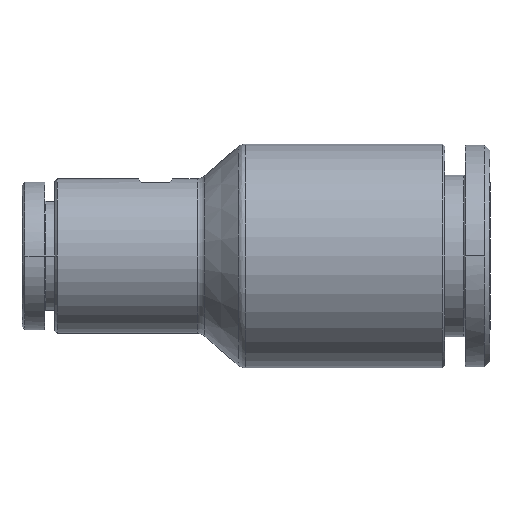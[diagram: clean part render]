
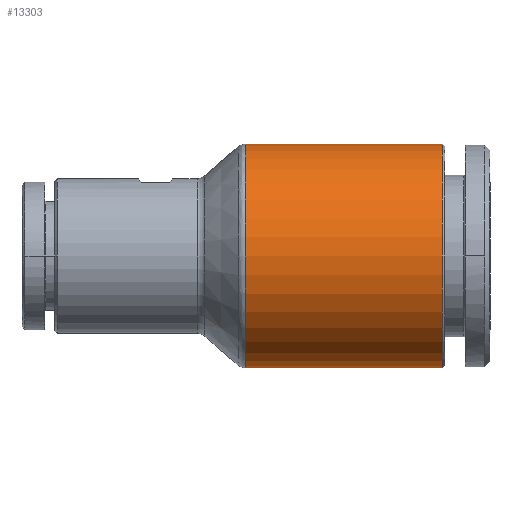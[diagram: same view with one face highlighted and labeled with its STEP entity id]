
A CAD part, front view. The second image highlights one B-rep face of the part: STEP entity #13303.
In plain terms, the highlighted cylindrical face has radius 9.85 mm (diameter 19.7 mm), a partial arc.
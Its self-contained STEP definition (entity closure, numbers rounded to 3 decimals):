
#131 = ORIENTED_EDGE ( 'NONE', *, *, #11196, .T. ) ;
#611 = EDGE_CURVE ( 'NONE', #6627, #13922, #5711, .T. ) ;
#907 = LINE ( 'NONE', #9068, #23800 ) ;
#1052 = CARTESIAN_POINT ( 'NONE',  ( 20.672, 0., 0. ) ) ;
#1148 = EDGE_CURVE ( 'NONE', #20400, #6627, #16039, .T. ) ;
#1869 = CARTESIAN_POINT ( 'NONE',  ( 10.972, 0., 0. ) ) ;
#2102 = CARTESIAN_POINT ( 'NONE',  ( 20.672, 0., 9.85 ) ) ;
#3035 = ORIENTED_EDGE ( 'NONE', *, *, #611, .T. ) ;
#5711 = CIRCLE ( 'NONE', #6440, 9.85 ) ;
#6440 = AXIS2_PLACEMENT_3D ( 'NONE', #1052, #16918, #23129 ) ;
#6499 = DIRECTION ( 'NONE',  ( 1., 0., 0. ) ) ;
#6627 = VERTEX_POINT ( 'NONE', #12188 ) ;
#8408 = CARTESIAN_POINT ( 'NONE',  ( 3.346, 0., 9.85 ) ) ;
#9068 = CARTESIAN_POINT ( 'NONE',  ( 10.972, 0., 9.85 ) ) ;
#9518 = VERTEX_POINT ( 'NONE', #8408 ) ;
#10706 = VECTOR ( 'NONE', #6499, 1000. ) ;
#10729 = DIRECTION ( 'NONE',  ( 1., 0., 0. ) ) ;
#11196 = EDGE_CURVE ( 'NONE', #9518, #20400, #22760, .T. ) ;
#12188 = CARTESIAN_POINT ( 'NONE',  ( 20.672, 0., -9.85 ) ) ;
#13303 = ADVANCED_FACE ( 'NONE', ( #14502 ), #13574, .T. ) ;
#13574 = CYLINDRICAL_SURFACE ( 'NONE', #25992, 9.85 ) ;
#13922 = VERTEX_POINT ( 'NONE', #2102 ) ;
#14502 = FACE_OUTER_BOUND ( 'NONE', #22986, .T. ) ;
#14853 = CARTESIAN_POINT ( 'NONE',  ( 3.346, 0., 0. ) ) ;
#15720 = DIRECTION ( 'NONE',  ( 1., 0., 0. ) ) ;
#16039 = LINE ( 'NONE', #24540, #10706 ) ;
#16918 = DIRECTION ( 'NONE',  ( -1., 0., 0. ) ) ;
#17742 = DIRECTION ( 'NONE',  ( 0., 0., -1. ) ) ;
#18158 = CARTESIAN_POINT ( 'NONE',  ( 3.346, 0., -9.85 ) ) ;
#20246 = AXIS2_PLACEMENT_3D ( 'NONE', #14853, #10729, #22911 ) ;
#20400 = VERTEX_POINT ( 'NONE', #18158 ) ;
#22760 = CIRCLE ( 'NONE', #20246, 9.85 ) ;
#22911 = DIRECTION ( 'NONE',  ( 0., 0., -1. ) ) ;
#22986 = EDGE_LOOP ( 'NONE', ( #24774, #131, #23711, #3035 ) ) ;
#23083 = DIRECTION ( 'NONE',  ( 1., 0., 0. ) ) ;
#23129 = DIRECTION ( 'NONE',  ( 0., 0., -1. ) ) ;
#23711 = ORIENTED_EDGE ( 'NONE', *, *, #1148, .T. ) ;
#23800 = VECTOR ( 'NONE', #23083, 1000. ) ;
#24540 = CARTESIAN_POINT ( 'NONE',  ( 10.972, 0., -9.85 ) ) ;
#24579 = EDGE_CURVE ( 'NONE', #9518, #13922, #907, .T. ) ;
#24774 = ORIENTED_EDGE ( 'NONE', *, *, #24579, .F. ) ;
#25992 = AXIS2_PLACEMENT_3D ( 'NONE', #1869, #15720, #17742 ) ;
